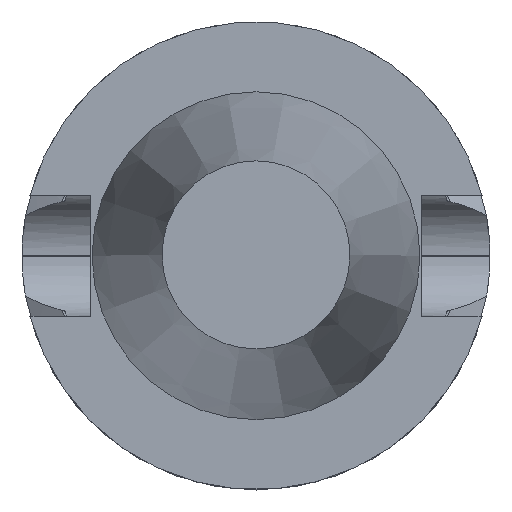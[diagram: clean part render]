
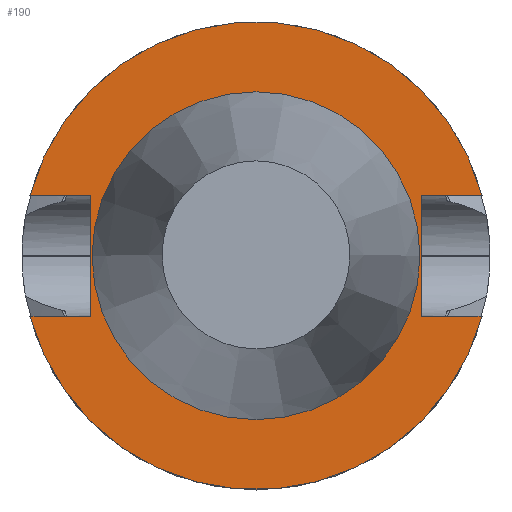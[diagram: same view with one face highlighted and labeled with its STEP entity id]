
A CAD part, top view. The second image highlights one B-rep face of the part: STEP entity #190.
In plain terms, the highlighted planar face has unit normal (0, 0, 1).
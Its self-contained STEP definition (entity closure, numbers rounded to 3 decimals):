
#57=LINE('',#1197,#93);
#58=LINE('',#1200,#94);
#59=LINE('',#1201,#95);
#60=LINE('',#1203,#96);
#61=LINE('',#1205,#97);
#62=LINE('',#1206,#98);
#93=VECTOR('',#965,1.);
#94=VECTOR('',#966,1.);
#95=VECTOR('',#967,1.);
#96=VECTOR('',#968,1.);
#97=VECTOR('',#969,1.);
#98=VECTOR('',#970,1.);
#138=PLANE('',#839);
#190=ADVANCED_FACE('CU_FL_SU_5',(#259,#260),#138,.F.);
#259=FACE_BOUND('',#312,.T.);
#260=FACE_BOUND('',#313,.T.);
#312=EDGE_LOOP('',(#394,#395,#396,#397,#398,#399,#400,#401));
#313=EDGE_LOOP('',(#402));
#394=ORIENTED_EDGE('',*,*,#660,.F.);
#395=ORIENTED_EDGE('',*,*,#661,.T.);
#396=ORIENTED_EDGE('',*,*,#659,.F.);
#397=ORIENTED_EDGE('',*,*,#662,.F.);
#398=ORIENTED_EDGE('',*,*,#663,.T.);
#399=ORIENTED_EDGE('',*,*,#664,.T.);
#400=ORIENTED_EDGE('',*,*,#655,.T.);
#401=ORIENTED_EDGE('',*,*,#665,.F.);
#402=ORIENTED_EDGE('',*,*,#666,.T.);
#579=VERTEX_POINT('',#1180);
#582=VERTEX_POINT('',#1185);
#584=VERTEX_POINT('',#1190);
#586=VERTEX_POINT('',#1194);
#587=VERTEX_POINT('',#1198);
#588=VERTEX_POINT('',#1199);
#589=VERTEX_POINT('',#1202);
#590=VERTEX_POINT('',#1204);
#591=VERTEX_POINT('',#1208);
#655=EDGE_CURVE('',#579,#582,#750,.T.);
#659=EDGE_CURVE('',#586,#584,#752,.T.);
#660=EDGE_CURVE('',#587,#588,#57,.T.);
#661=EDGE_CURVE('',#587,#584,#58,.T.);
#662=EDGE_CURVE('',#589,#586,#59,.T.);
#663=EDGE_CURVE('',#589,#590,#60,.T.);
#664=EDGE_CURVE('',#590,#579,#61,.T.);
#665=EDGE_CURVE('',#588,#582,#62,.T.);
#666=EDGE_CURVE('',#591,#591,#753,.T.);
#750=CIRCLE('',#833,49.987);
#752=CIRCLE('',#836,49.987);
#753=CIRCLE('',#838,34.7);
#833=AXIS2_PLACEMENT_3D('',#1186,#953,#954);
#836=AXIS2_PLACEMENT_3D('',#1195,#961,#962);
#838=AXIS2_PLACEMENT_3D('',#1207,#971,#972);
#839=AXIS2_PLACEMENT_3D('',#1209,#973,#974);
#953=DIRECTION('',(0.,0.,1.));
#954=DIRECTION('',(-1.,0.,0.));
#961=DIRECTION('',(0.,0.,-1.));
#962=DIRECTION('',(-1.,0.,0.));
#965=DIRECTION('',(0.,1.,0.));
#966=DIRECTION('',(-1.,0.,0.));
#967=DIRECTION('',(1.,0.,0.));
#968=DIRECTION('',(0.,1.,0.));
#969=DIRECTION('',(1.,0.,0.));
#970=DIRECTION('',(-1.,0.,0.));
#971=DIRECTION('',(0.,0.,-1.));
#972=DIRECTION('',(-1.,0.,0.));
#973=DIRECTION('',(0.,0.,-1.));
#974=DIRECTION('',(-1.,0.,0.));
#1180=CARTESIAN_POINT('',(48.293,12.903,-1.5));
#1185=CARTESIAN_POINT('',(-48.293,12.903,-1.5));
#1186=CARTESIAN_POINT('',(0.,0.,-1.5));
#1190=CARTESIAN_POINT('',(-48.293,-12.903,-1.5));
#1194=CARTESIAN_POINT('',(48.293,-12.903,-1.5));
#1195=CARTESIAN_POINT('',(0.,0.,-1.5));
#1197=CARTESIAN_POINT('',(-35.3,34.7,-1.5));
#1198=CARTESIAN_POINT('',(-35.3,-12.903,-1.5));
#1199=CARTESIAN_POINT('',(-35.3,12.903,-1.5));
#1200=CARTESIAN_POINT('',(-59.987,-12.903,-1.5));
#1201=CARTESIAN_POINT('',(0.,-12.903,-1.5));
#1202=CARTESIAN_POINT('',(35.3,-12.903,-1.5));
#1203=CARTESIAN_POINT('',(35.3,34.7,-1.5));
#1204=CARTESIAN_POINT('',(35.3,12.903,-1.5));
#1205=CARTESIAN_POINT('',(59.987,12.903,-1.5));
#1206=CARTESIAN_POINT('',(0.,12.903,-1.5));
#1207=CARTESIAN_POINT('',(0.,0.,-1.5));
#1208=CARTESIAN_POINT('',(-34.7,0.,-1.5));
#1209=CARTESIAN_POINT('',(0.,34.7,-1.5));
